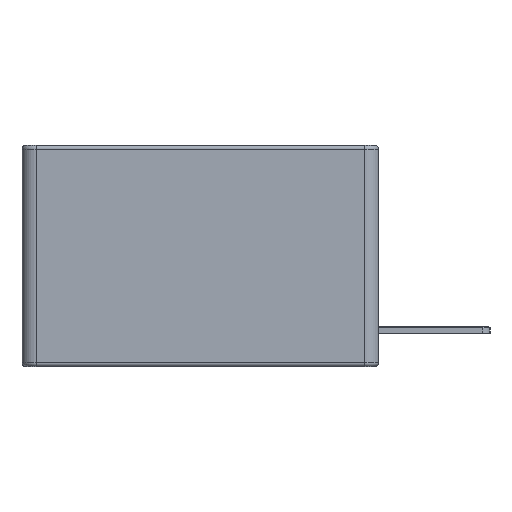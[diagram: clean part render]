
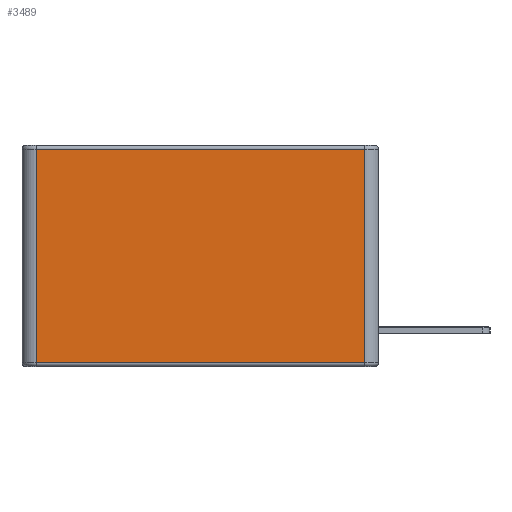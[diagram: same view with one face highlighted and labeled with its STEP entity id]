
A CAD part, left-side view. The second image highlights one B-rep face of the part: STEP entity #3489.
In plain terms, the highlighted planar face has unit normal (-1, 0, 0).
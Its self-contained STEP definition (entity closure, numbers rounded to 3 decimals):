
#900=ORIENTED_EDGE('',*,*,#1594,.T.);
#901=ORIENTED_EDGE('',*,*,#1595,.T.);
#902=ORIENTED_EDGE('',*,*,#1596,.T.);
#903=ORIENTED_EDGE('',*,*,#1597,.T.);
#1594=EDGE_CURVE('',#1980,#1981,#2340,.F.);
#1595=EDGE_CURVE('',#1981,#1982,#2341,.T.);
#1596=EDGE_CURVE('',#1982,#1983,#2342,.T.);
#1597=EDGE_CURVE('',#1983,#1980,#2343,.F.);
#1980=VERTEX_POINT('',#5708);
#1981=VERTEX_POINT('',#5709);
#1982=VERTEX_POINT('',#5711);
#1983=VERTEX_POINT('',#5713);
#2340=LINE('',#5707,#2728);
#2341=LINE('',#5710,#2729);
#2342=LINE('',#5712,#2730);
#2343=LINE('',#5714,#2731);
#2728=VECTOR('',#4623,1000.);
#2729=VECTOR('',#4624,1000.);
#2730=VECTOR('',#4625,1000.);
#2731=VECTOR('',#4626,1000.);
#2944=EDGE_LOOP('',(#900,#901,#902,#903));
#3176=FACE_BOUND('',#2944,.T.);
#3337=PLANE('',#3780);
#3489=ADVANCED_FACE('',(#3176),#3337,.T.);
#3780=AXIS2_PLACEMENT_3D('',#5706,#4621,#4622);
#4621=DIRECTION('',(-1.,0.,0.));
#4622=DIRECTION('',(0.,-1.,0.));
#4623=DIRECTION('',(0.,0.,1.));
#4624=DIRECTION('',(0.,-1.,0.));
#4625=DIRECTION('',(0.,0.,1.));
#4626=DIRECTION('',(0.,-1.,0.));
#5706=CARTESIAN_POINT('',(-50.,0.,-2.));
#5707=CARTESIAN_POINT('',(-50.,46.,-2.));
#5708=CARTESIAN_POINT('',(-50.,46.,59.));
#5709=CARTESIAN_POINT('',(-50.,46.,-1.));
#5710=CARTESIAN_POINT('',(-50.,-46.,-1.));
#5711=CARTESIAN_POINT('',(-50.,-46.,-1.));
#5712=CARTESIAN_POINT('',(-50.,-46.,-2.));
#5713=CARTESIAN_POINT('',(-50.,-46.,59.));
#5714=CARTESIAN_POINT('',(-50.,0.,59.));
